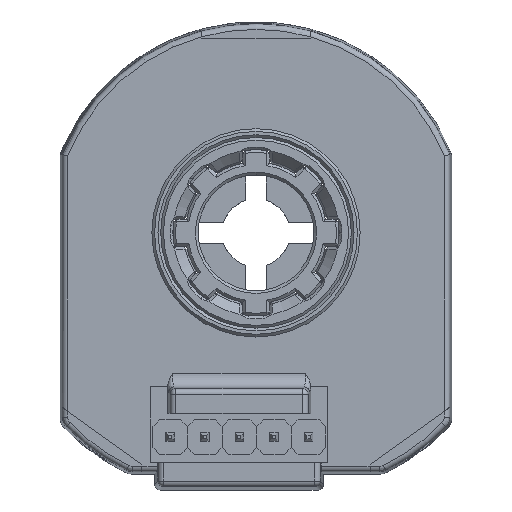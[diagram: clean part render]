
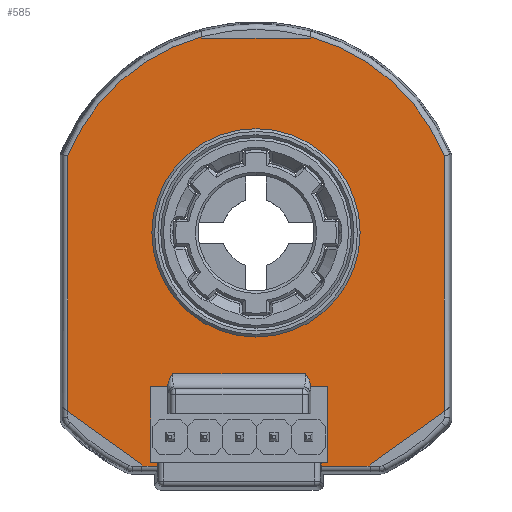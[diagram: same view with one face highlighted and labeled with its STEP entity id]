
A CAD part, top view. The second image highlights one B-rep face of the part: STEP entity #585.
In plain terms, the highlighted planar face has unit normal (0, 0, 1).
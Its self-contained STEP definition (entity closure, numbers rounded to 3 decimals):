
#104 = VERTEX_POINT('',#105);
#105 = CARTESIAN_POINT('',(-6.49,-11.292,6.5));
#243 = VERTEX_POINT('',#244);
#244 = CARTESIAN_POINT('',(4.01,-11.292,6.5));
#362 = EDGE_CURVE('',#243,#363,#365,.T.);
#363 = VERTEX_POINT('',#364);
#364 = CARTESIAN_POINT('',(3.64,-10.346,6.5));
#365 = B_SPLINE_CURVE_WITH_KNOTS('',6,(#366,#367,#368,#369,#370,#371,
    #372,#373,#374,#375,#376,#377,#378,#379,#380,#381,#382,#383,#384,
    #385,#386,#387),.UNSPECIFIED.,.F.,.F.,(7,5,5,5,7),(0.,0.321
    ,0.67,0.839,1.),.UNSPECIFIED.);
#366 = CARTESIAN_POINT('',(4.01,-11.292,6.5));
#367 = CARTESIAN_POINT('',(4.01,-11.244,6.5));
#368 = CARTESIAN_POINT('',(4.007,-11.193,6.5));
#369 = CARTESIAN_POINT('',(4.,-11.14,6.5));
#370 = CARTESIAN_POINT('',(3.99,-11.087,6.5));
#371 = CARTESIAN_POINT('',(3.977,-11.033,6.5));
#372 = CARTESIAN_POINT('',(3.943,-10.921,6.5));
#373 = CARTESIAN_POINT('',(3.922,-10.863,6.5));
#374 = CARTESIAN_POINT('',(3.898,-10.805,6.5));
#375 = CARTESIAN_POINT('',(3.872,-10.749,6.5));
#376 = CARTESIAN_POINT('',(3.844,-10.693,6.5));
#377 = CARTESIAN_POINT('',(3.801,-10.612,6.5));
#378 = CARTESIAN_POINT('',(3.786,-10.586,6.5));
#379 = CARTESIAN_POINT('',(3.772,-10.561,6.5));
#380 = CARTESIAN_POINT('',(3.757,-10.535,6.5));
#381 = CARTESIAN_POINT('',(3.742,-10.51,6.5));
#382 = CARTESIAN_POINT('',(3.713,-10.461,6.5));
#383 = CARTESIAN_POINT('',(3.698,-10.438,6.5));
#384 = CARTESIAN_POINT('',(3.684,-10.414,6.5));
#385 = CARTESIAN_POINT('',(3.669,-10.391,6.5));
#386 = CARTESIAN_POINT('',(3.655,-10.368,6.5));
#387 = CARTESIAN_POINT('',(3.64,-10.346,6.5));
#534 = EDGE_CURVE('',#535,#243,#537,.T.);
#535 = VERTEX_POINT('',#536);
#536 = CARTESIAN_POINT('',(5.26,-11.292,6.5));
#537 = LINE('',#538,#539);
#538 = CARTESIAN_POINT('',(5.26,-11.292,6.5));
#539 = VECTOR('',#540,1.);
#540 = DIRECTION('',(-1.,0.,0.));
#585 = ADVANCED_FACE('',(#586,#783),#794,.T.);
#586 = FACE_BOUND('',#587,.T.);
#587 = EDGE_LOOP('',(#588,#589,#590,#598,#606,#614,#622,#630,#638,#646,
    #655,#663,#671,#679,#688,#696,#704,#712,#720,#728,#736,#744,#750,
    #777));
#588 = ORIENTED_EDGE('',*,*,#362,.F.);
#589 = ORIENTED_EDGE('',*,*,#534,.F.);
#590 = ORIENTED_EDGE('',*,*,#591,.F.);
#591 = EDGE_CURVE('',#592,#535,#594,.T.);
#592 = VERTEX_POINT('',#593);
#593 = CARTESIAN_POINT('',(5.26,-16.87,6.5));
#594 = LINE('',#595,#596);
#595 = CARTESIAN_POINT('',(5.26,-16.87,6.5));
#596 = VECTOR('',#597,1.);
#597 = DIRECTION('',(0.,1.,0.));
#598 = ORIENTED_EDGE('',*,*,#599,.F.);
#599 = EDGE_CURVE('',#600,#592,#602,.T.);
#600 = VERTEX_POINT('',#601);
#601 = CARTESIAN_POINT('',(4.785,-16.87,6.5));
#602 = LINE('',#603,#604);
#603 = CARTESIAN_POINT('',(-7.74,-16.87,6.5));
#604 = VECTOR('',#605,1.);
#605 = DIRECTION('',(1.,0.,0.));
#606 = ORIENTED_EDGE('',*,*,#607,.F.);
#607 = EDGE_CURVE('',#608,#600,#610,.T.);
#608 = VERTEX_POINT('',#609);
#609 = CARTESIAN_POINT('',(4.785,-17.14,6.5));
#610 = LINE('',#611,#612);
#611 = CARTESIAN_POINT('',(4.785,-9.164,6.5));
#612 = VECTOR('',#613,1.);
#613 = DIRECTION('',(0.,1.,0.));
#614 = ORIENTED_EDGE('',*,*,#615,.T.);
#615 = EDGE_CURVE('',#608,#616,#618,.T.);
#616 = VERTEX_POINT('',#617);
#617 = CARTESIAN_POINT('',(8.375,-17.14,6.5));
#618 = LINE('',#619,#620);
#619 = CARTESIAN_POINT('',(-8.375,-17.14,6.5));
#620 = VECTOR('',#621,1.);
#621 = DIRECTION('',(1.,0.,0.));
#622 = ORIENTED_EDGE('',*,*,#623,.T.);
#623 = EDGE_CURVE('',#616,#624,#626,.T.);
#624 = VERTEX_POINT('',#625);
#625 = CARTESIAN_POINT('',(8.375,-17.,6.5));
#626 = LINE('',#627,#628);
#627 = CARTESIAN_POINT('',(8.375,-17.7,6.5));
#628 = VECTOR('',#629,1.);
#629 = DIRECTION('',(0.,1.,0.));
#630 = ORIENTED_EDGE('',*,*,#631,.T.);
#631 = EDGE_CURVE('',#624,#632,#634,.T.);
#632 = VERTEX_POINT('',#633);
#633 = CARTESIAN_POINT('',(13.825,-13.101,6.5));
#634 = LINE('',#635,#636);
#635 = CARTESIAN_POINT('',(8.375,-17.,6.5));
#636 = VECTOR('',#637,1.);
#637 = DIRECTION('',(0.813,0.582,0.));
#638 = ORIENTED_EDGE('',*,*,#639,.T.);
#639 = EDGE_CURVE('',#632,#640,#642,.T.);
#640 = VERTEX_POINT('',#641);
#641 = CARTESIAN_POINT('',(13.825,5.663,6.5));
#642 = LINE('',#643,#644);
#643 = CARTESIAN_POINT('',(13.825,-12.822,6.5));
#644 = VECTOR('',#645,1.);
#645 = DIRECTION('',(0.,1.,0.));
#646 = ORIENTED_EDGE('',*,*,#647,.T.);
#647 = EDGE_CURVE('',#640,#648,#650,.T.);
#648 = VERTEX_POINT('',#649);
#649 = CARTESIAN_POINT('',(4.,14.395,6.5));
#650 = CIRCLE('',#651,14.94);
#651 = AXIS2_PLACEMENT_3D('',#652,#653,#654);
#652 = CARTESIAN_POINT('',(0.,0.,6.5));
#653 = DIRECTION('',(0.,-0.,1.));
#654 = DIRECTION('',(0.927,0.374,0.));
#655 = ORIENTED_EDGE('',*,*,#656,.F.);
#656 = EDGE_CURVE('',#657,#648,#659,.T.);
#657 = VERTEX_POINT('',#658);
#658 = CARTESIAN_POINT('',(4.,14.275,6.5));
#659 = LINE('',#660,#661);
#660 = CARTESIAN_POINT('',(4.,14.275,6.5));
#661 = VECTOR('',#662,1.);
#662 = DIRECTION('',(0.,1.,0.));
#663 = ORIENTED_EDGE('',*,*,#664,.F.);
#664 = EDGE_CURVE('',#665,#657,#667,.T.);
#665 = VERTEX_POINT('',#666);
#666 = CARTESIAN_POINT('',(-4.,14.275,6.5));
#667 = LINE('',#668,#669);
#668 = CARTESIAN_POINT('',(-4.,14.275,6.5));
#669 = VECTOR('',#670,1.);
#670 = DIRECTION('',(1.,0.,0.));
#671 = ORIENTED_EDGE('',*,*,#672,.F.);
#672 = EDGE_CURVE('',#673,#665,#675,.T.);
#673 = VERTEX_POINT('',#674);
#674 = CARTESIAN_POINT('',(-4.,14.395,6.5));
#675 = LINE('',#676,#677);
#676 = CARTESIAN_POINT('',(-4.,14.975,6.5));
#677 = VECTOR('',#678,1.);
#678 = DIRECTION('',(0.,-1.,0.));
#679 = ORIENTED_EDGE('',*,*,#680,.T.);
#680 = EDGE_CURVE('',#673,#681,#683,.T.);
#681 = VERTEX_POINT('',#682);
#682 = CARTESIAN_POINT('',(-13.825,5.663,6.5));
#683 = CIRCLE('',#684,14.94);
#684 = AXIS2_PLACEMENT_3D('',#685,#686,#687);
#685 = CARTESIAN_POINT('',(0.,0.,6.5));
#686 = DIRECTION('',(0.,0.,1.));
#687 = DIRECTION('',(-0.261,0.965,0.));
#688 = ORIENTED_EDGE('',*,*,#689,.T.);
#689 = EDGE_CURVE('',#681,#690,#692,.T.);
#690 = VERTEX_POINT('',#691);
#691 = CARTESIAN_POINT('',(-13.825,-13.101,6.5));
#692 = LINE('',#693,#694);
#693 = CARTESIAN_POINT('',(-13.825,5.74,6.5));
#694 = VECTOR('',#695,1.);
#695 = DIRECTION('',(0.,-1.,0.));
#696 = ORIENTED_EDGE('',*,*,#697,.F.);
#697 = EDGE_CURVE('',#698,#690,#700,.T.);
#698 = VERTEX_POINT('',#699);
#699 = CARTESIAN_POINT('',(-8.375,-17.,6.5));
#700 = LINE('',#701,#702);
#701 = CARTESIAN_POINT('',(-8.375,-17.,6.5));
#702 = VECTOR('',#703,1.);
#703 = DIRECTION('',(-0.813,0.582,0.));
#704 = ORIENTED_EDGE('',*,*,#705,.F.);
#705 = EDGE_CURVE('',#706,#698,#708,.T.);
#706 = VERTEX_POINT('',#707);
#707 = CARTESIAN_POINT('',(-8.375,-17.14,6.5));
#708 = LINE('',#709,#710);
#709 = CARTESIAN_POINT('',(-8.375,-17.7,6.5));
#710 = VECTOR('',#711,1.);
#711 = DIRECTION('',(0.,1.,0.));
#712 = ORIENTED_EDGE('',*,*,#713,.T.);
#713 = EDGE_CURVE('',#706,#714,#716,.T.);
#714 = VERTEX_POINT('',#715);
#715 = CARTESIAN_POINT('',(-7.265,-17.14,6.5));
#716 = LINE('',#717,#718);
#717 = CARTESIAN_POINT('',(-8.375,-17.14,6.5));
#718 = VECTOR('',#719,1.);
#719 = DIRECTION('',(1.,0.,0.));
#720 = ORIENTED_EDGE('',*,*,#721,.F.);
#721 = EDGE_CURVE('',#722,#714,#724,.T.);
#722 = VERTEX_POINT('',#723);
#723 = CARTESIAN_POINT('',(-7.265,-16.87,6.5));
#724 = LINE('',#725,#726);
#725 = CARTESIAN_POINT('',(-7.265,-10.164,6.5));
#726 = VECTOR('',#727,1.);
#727 = DIRECTION('',(0.,-1.,0.));
#728 = ORIENTED_EDGE('',*,*,#729,.F.);
#729 = EDGE_CURVE('',#730,#722,#732,.T.);
#730 = VERTEX_POINT('',#731);
#731 = CARTESIAN_POINT('',(-7.74,-16.87,6.5));
#732 = LINE('',#733,#734);
#733 = CARTESIAN_POINT('',(-7.74,-16.87,6.5));
#734 = VECTOR('',#735,1.);
#735 = DIRECTION('',(1.,0.,0.));
#736 = ORIENTED_EDGE('',*,*,#737,.F.);
#737 = EDGE_CURVE('',#738,#730,#740,.T.);
#738 = VERTEX_POINT('',#739);
#739 = CARTESIAN_POINT('',(-7.74,-11.292,6.5));
#740 = LINE('',#741,#742);
#741 = CARTESIAN_POINT('',(-7.74,-11.292,6.5));
#742 = VECTOR('',#743,1.);
#743 = DIRECTION('',(0.,-1.,0.));
#744 = ORIENTED_EDGE('',*,*,#745,.F.);
#745 = EDGE_CURVE('',#104,#738,#746,.T.);
#746 = LINE('',#747,#748);
#747 = CARTESIAN_POINT('',(-6.49,-11.292,6.5));
#748 = VECTOR('',#749,1.);
#749 = DIRECTION('',(-1.,0.,0.));
#750 = ORIENTED_EDGE('',*,*,#751,.T.);
#751 = EDGE_CURVE('',#104,#752,#754,.T.);
#752 = VERTEX_POINT('',#753);
#753 = CARTESIAN_POINT('',(-6.12,-10.346,6.5));
#754 = B_SPLINE_CURVE_WITH_KNOTS('',6,(#755,#756,#757,#758,#759,#760,
    #761,#762,#763,#764,#765,#766,#767,#768,#769,#770,#771,#772,#773,
    #774,#775,#776),.UNSPECIFIED.,.F.,.F.,(7,5,5,5,7),(0.,0.321
    ,0.67,0.839,1.),.UNSPECIFIED.);
#755 = CARTESIAN_POINT('',(-6.49,-11.292,6.5));
#756 = CARTESIAN_POINT('',(-6.49,-11.244,6.5));
#757 = CARTESIAN_POINT('',(-6.486,-11.193,6.5));
#758 = CARTESIAN_POINT('',(-6.48,-11.14,6.5));
#759 = CARTESIAN_POINT('',(-6.47,-11.087,6.5));
#760 = CARTESIAN_POINT('',(-6.456,-11.033,6.5));
#761 = CARTESIAN_POINT('',(-6.422,-10.921,6.5));
#762 = CARTESIAN_POINT('',(-6.401,-10.863,6.5));
#763 = CARTESIAN_POINT('',(-6.377,-10.805,6.5));
#764 = CARTESIAN_POINT('',(-6.351,-10.749,6.5));
#765 = CARTESIAN_POINT('',(-6.323,-10.693,6.5));
#766 = CARTESIAN_POINT('',(-6.28,-10.612,6.5));
#767 = CARTESIAN_POINT('',(-6.266,-10.586,6.5));
#768 = CARTESIAN_POINT('',(-6.251,-10.561,6.5));
#769 = CARTESIAN_POINT('',(-6.236,-10.535,6.5));
#770 = CARTESIAN_POINT('',(-6.221,-10.51,6.5));
#771 = CARTESIAN_POINT('',(-6.192,-10.461,6.5));
#772 = CARTESIAN_POINT('',(-6.178,-10.438,6.5));
#773 = CARTESIAN_POINT('',(-6.163,-10.414,6.5));
#774 = CARTESIAN_POINT('',(-6.149,-10.391,6.5));
#775 = CARTESIAN_POINT('',(-6.134,-10.368,6.5));
#776 = CARTESIAN_POINT('',(-6.12,-10.346,6.5));
#777 = ORIENTED_EDGE('',*,*,#778,.F.);
#778 = EDGE_CURVE('',#363,#752,#779,.T.);
#779 = LINE('',#780,#781);
#780 = CARTESIAN_POINT('',(4.01,-10.346,6.5));
#781 = VECTOR('',#782,1.);
#782 = DIRECTION('',(-1.,0.,0.));
#783 = FACE_BOUND('',#784,.T.);
#784 = EDGE_LOOP('',(#785));
#785 = ORIENTED_EDGE('',*,*,#786,.F.);
#786 = EDGE_CURVE('',#787,#787,#789,.T.);
#787 = VERTEX_POINT('',#788);
#788 = CARTESIAN_POINT('',(7.65,0.,6.5));
#789 = CIRCLE('',#790,7.65);
#790 = AXIS2_PLACEMENT_3D('',#791,#792,#793);
#791 = CARTESIAN_POINT('',(0.,0.,6.5));
#792 = DIRECTION('',(0.,0.,1.));
#793 = DIRECTION('',(1.,0.,0.));
#794 = PLANE('',#795);
#795 = AXIS2_PLACEMENT_3D('',#796,#797,#798);
#796 = CARTESIAN_POINT('',(0.,-1.459,6.5));
#797 = DIRECTION('',(0.,0.,1.));
#798 = DIRECTION('',(1.,0.,0.));
